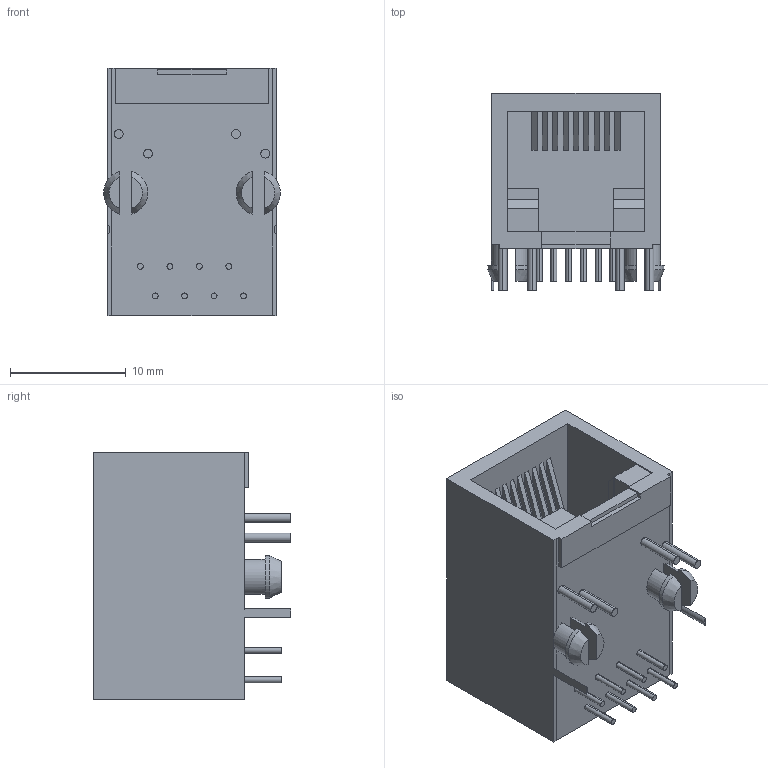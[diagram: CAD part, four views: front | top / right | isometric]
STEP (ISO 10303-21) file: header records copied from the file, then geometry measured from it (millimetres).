
FILE_DESCRIPTION (( 'STEP AP214' ), '1' );
FILE_NAME ('BODEFAU12221521356235.step', '2006-12-22T20:21:35', ( 'SysAdmin' ), ( 'SolidWorks' ), 'SwSTEP 2.0', 'SolidWorks 2007', '' );
FILE_SCHEMA (( 'AUTOMOTIVE_DESIGN' ));
Length unit declared in the file: inch
Products named in the file (1): BODEFAU12221521356235
Bounding box: 15.23 x 17.03 x 21.3 mm (x, y, z)
Volume: 2870.2 mm3; surface area: 2388.5 mm2
Topology: 1 solids, 1 shells, 146 faces, 384 edges, 254 vertices
Faces by surface type: plane 108, cylinder 34, cone 4
Entity records: 6319 total; most frequent: CARTESIAN_POINT 809, ORIENTED_EDGE 768, DIRECTION 750, EDGE_CURVE 384, VECTOR 296, LINE 296, VERTEX_POINT 254, AXIS2_PLACEMENT_3D 227
